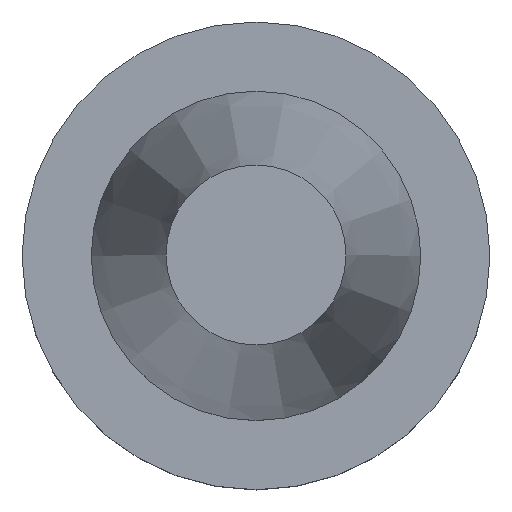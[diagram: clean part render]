
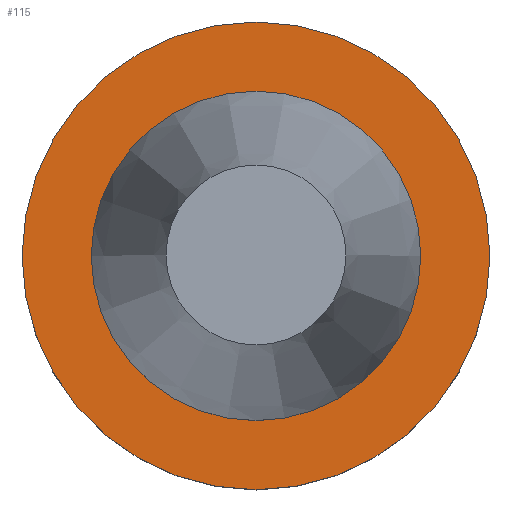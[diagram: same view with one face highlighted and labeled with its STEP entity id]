
A CAD part, top view. The second image highlights one B-rep face of the part: STEP entity #115.
In plain terms, the highlighted planar face has unit normal (0, 0, 1).
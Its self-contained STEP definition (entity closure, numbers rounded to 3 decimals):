
#63=FACE_BOUND('',#199,.T.);
#64=FACE_BOUND('',#200,.T.);
#83=CIRCLE('',#568,31.775);
#84=CIRCLE('',#570,22.38);
#115=ADVANCED_FACE('',(#63,#64),#140,.T.);
#140=PLANE('',#571);
#199=EDGE_LOOP('',(#315));
#200=EDGE_LOOP('',(#316));
#315=ORIENTED_EDGE('',*,*,#418,.F.);
#316=ORIENTED_EDGE('',*,*,#419,.T.);
#360=VERTEX_POINT('',#849);
#361=VERTEX_POINT('',#852);
#418=EDGE_CURVE('',#360,#360,#83,.T.);
#419=EDGE_CURVE('',#361,#361,#84,.T.);
#568=AXIS2_PLACEMENT_3D('',#848,#707,#708);
#570=AXIS2_PLACEMENT_3D('',#851,#711,#712);
#571=AXIS2_PLACEMENT_3D('',#853,#713,#714);
#707=DIRECTION('',(0.,0.,-1.));
#708=DIRECTION('',(1.,0.,0.));
#711=DIRECTION('',(0.,0.,-1.));
#712=DIRECTION('',(1.,0.,0.));
#713=DIRECTION('',(0.,0.,1.));
#714=DIRECTION('',(1.,0.,0.));
#848=CARTESIAN_POINT('',(0.,0.,-3.2));
#849=CARTESIAN_POINT('',(31.775,0.,-3.2));
#851=CARTESIAN_POINT('',(0.,0.,-3.2));
#852=CARTESIAN_POINT('',(22.38,0.,-3.2));
#853=CARTESIAN_POINT('',(27.078,0.,-3.2));
